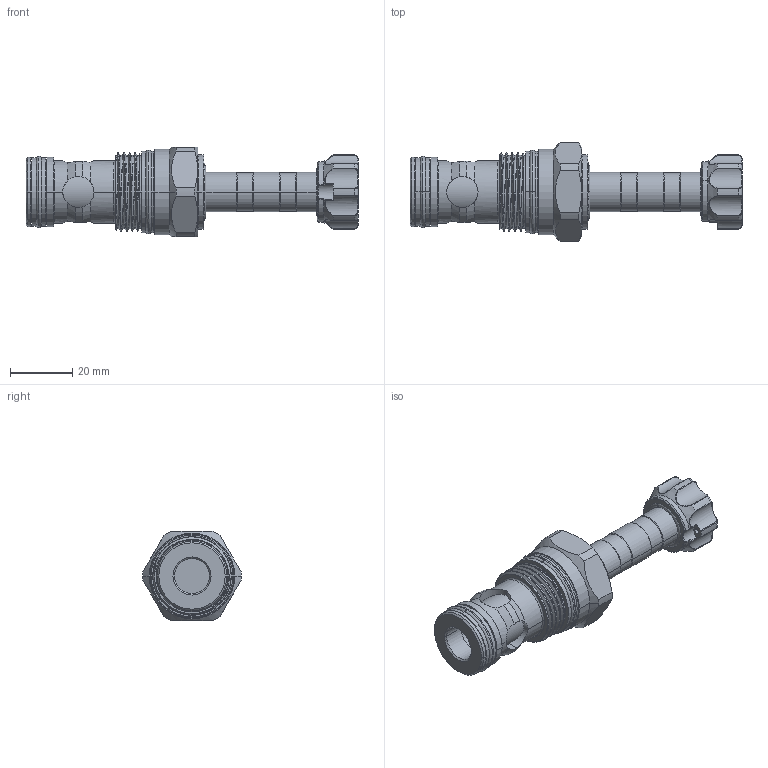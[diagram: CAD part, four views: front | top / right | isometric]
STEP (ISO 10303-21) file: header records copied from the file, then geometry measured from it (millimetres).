
FILE_DESCRIPTION (( 'STEP AP203' ), '1' );
FILE_NAME ('EP5A2A05N05.STEP', '2021-05-06T05:39:56', ( '' ), ( '' ), 'SwSTEP 2.0', 'SolidWorks 2018', '' );
FILE_SCHEMA (( 'CONFIG_CONTROL_DESIGN' ));
Length unit declared in the file: millimetre
Products named in the file (1): EP5A2A05N05
Bounding box: 106.4 x 31.6 x 28.57 mm (x, y, z)
Volume: 33313.8 mm3; surface area: 11591.1 mm2
Topology: 6 solids, 6 shells, 295 faces, 715 edges, 442 vertices
Faces by surface type: cylinder 137, torus 47, cone 42, bspline 37, plane 32
Entity records: 14243 total; most frequent: CARTESIAN_POINT 7635, ORIENTED_EDGE 1426, DIRECTION 1324, EDGE_CURVE 713, AXIS2_PLACEMENT_3D 580, VERTEX_POINT 442, CIRCLE 321, EDGE_LOOP 319
